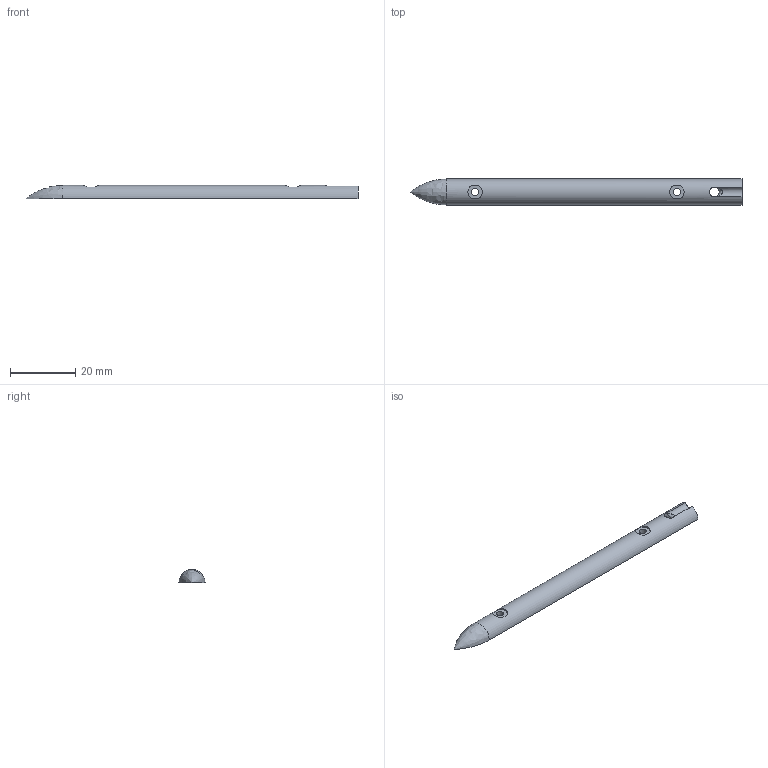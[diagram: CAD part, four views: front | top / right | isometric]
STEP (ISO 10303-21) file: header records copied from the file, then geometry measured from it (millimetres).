
FILE_DESCRIPTION(/* description */ (''),/* implementation_level */ '2;1');
FILE_NAME(/* name */ 'cordier G v13 v3.step',/* time_stamp */ '2021-09-12T11:30:32+02:00',/* author */ (''),/* organization */ (''),/* preprocessor_version */ 'ST-DEVELOPER v18.1',/* originating_system */ 'Autodesk Translation Framework v10.9.0.1377',/* authorisation */ '');
FILE_SCHEMA (('AUTOMOTIVE_DESIGN { 1 0 10303 214 3 1 1 }'));
Length unit declared in the file: millimetre
Products named in the file (1): cordier G v13
Bounding box: 102 x 8 x 4 mm (x, y, z)
Volume: 2347.1 mm3; surface area: 2114.7 mm2
Topology: 1 solids, 1 shells, 15 faces, 38 edges, 25 vertices
Faces by surface type: cylinder 9, plane 4, bspline 2
Full cylindrical faces by diameter (mm): 2.2 x2, 3 x1
Entity records: 638 total; most frequent: CARTESIAN_POINT 231, ORIENTED_EDGE 74, DIRECTION 74, EDGE_CURVE 37, AXIS2_PLACEMENT_3D 31, VERTEX_POINT 25, EDGE_LOOP 22, FACE_OUTER_BOUND 15
